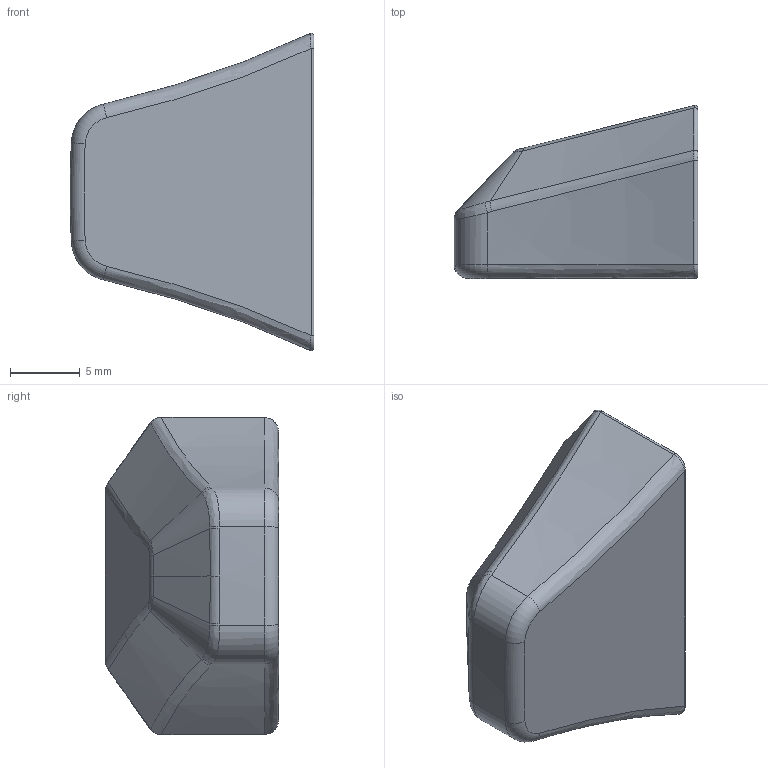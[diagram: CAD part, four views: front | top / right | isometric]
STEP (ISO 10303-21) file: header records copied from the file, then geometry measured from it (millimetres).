
FILE_DESCRIPTION(('CATIA V5 STEP','CAx-IF Rec.Pracs.--- Model Styling and Organization---1.2---2011-12-15','CAx-IF Rec.Pracs.---User Defined Attributes---1.0---2011-10-14','CAx-IF Rec.Pracs.--- Geometric and Assembly Validation Properties ---3.1---2011-10-19'),'2;1');
FILE_NAME('ZAE-109.104 20201103.stp','2020-11-03T10:51:41+00:00',('none'),('none'),'CATIA Version 5-6 Release 2014 SP7','CATIA V5 STEP AP214','none');
FILE_SCHEMA(('AUTOMOTIVE_DESIGN { 1 0 10303 214 1 1 1 1 }'));
Length unit declared in the file: millimetre
Products named in the file (1): ZAE-109.104
Bounding box: 17.5 x 12.43 x 22.77 mm (x, y, z)
Volume: 1002.3 mm3; surface area: 1787 mm2
Topology: 1 solids, 1 shells, 126 faces, 289 edges, 164 vertices
Faces by surface type: bspline 70, cylinder 26, plane 13, torus 9, extrusion 4, sphere 4
Entity records: 8365 total; most frequent: CARTESIAN_POINT 6114, ORIENTED_EDGE 570, EDGE_CURVE 285, DIRECTION 206, B_SPLINE_CURVE_WITH_KNOTS 187, VERTEX_POINT 164, EDGE_LOOP 129, ADVANCED_FACE 126
